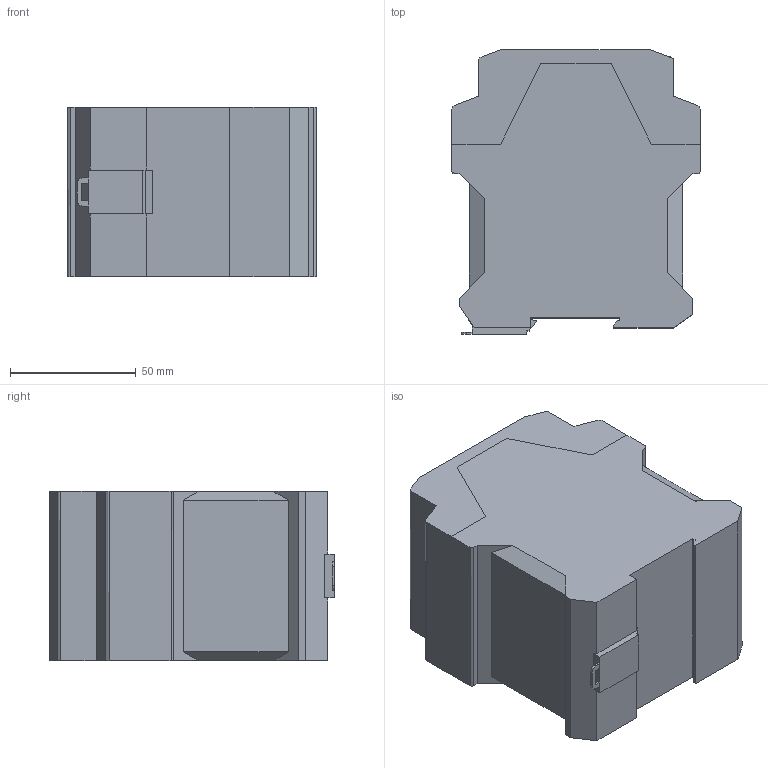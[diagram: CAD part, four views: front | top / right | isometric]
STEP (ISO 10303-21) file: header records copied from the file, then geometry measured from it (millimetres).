
FILE_DESCRIPTION(('SolidDesigner STEP Export'),'2;1');
FILE_NAME('2866572_MINI_BAT_12DC_1.6AH-select.stp','2011-05-16T13:26:04',(''),(''),'CoCreate Modeling STEP processor for AP214 (Solid Model)','CoCreate Modeling 16.00A 16-Aug-2008 (C) Parametric Technology GmbH','');
FILE_SCHEMA(('AUTOMOTIVE_DESIGN { 1 0 10303 214 1 1 1 1 }'));
Length unit declared in the file: millimetre
Products named in the file (2): 2866572_MINI_BAT_12DC_1.6AH-select
Assembly tree (1 placements, depth 2):
  2866572_MINI_BAT_12DC_1.6AH-select
    2866572_MINI_BAT_12DC_1.6AH-select
Bounding box: 99 x 113.3 x 67.5 mm (x, y, z)
Volume: 645922.5 mm3; surface area: 47643.7 mm2
Topology: 1 solids, 1 shells, 104 faces, 299 edges, 200 vertices
Faces by surface type: plane 81, cylinder 13, bspline 7, extrusion 3
Entity records: 4665 total; most frequent: CARTESIAN_POINT 1392, ORIENTED_EDGE 598, DIRECTION 422, EDGE_CURVE 299, VERTEX_POINT 200, VECTOR 196, LINE 193, AXIS2_PLACEMENT_3D 113
